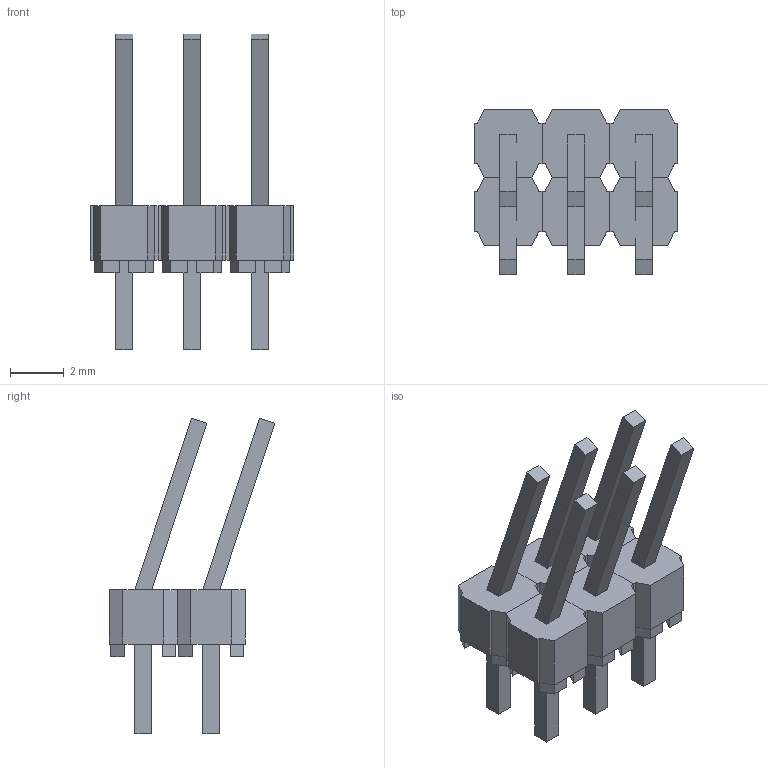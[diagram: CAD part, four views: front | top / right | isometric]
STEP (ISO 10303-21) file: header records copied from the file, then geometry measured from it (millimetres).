
FILE_DESCRIPTION(/* description */ (''),/* implementation_level */ '2;1');
FILE_NAME(/* name */ '5f1cb9c4d063b416573d5d96',/* time_stamp */ '2020-07-25T23:01:25+00:00',/* author */ (''),/* organization */ (''),/* preprocessor_version */ 'ST-DEVELOPER v16.7',/* originating_system */ $,/* authorisation */ $);
FILE_SCHEMA (('AUTOMOTIVE_DESIGN {1 0 10303 214 3 1 1}'));
Length unit declared in the file: metre
Products named in the file (3): 6pinBendHeader; insulatorBody; bendPin
Assembly tree (12 placements, depth 2):
  6pinBendHeader
    insulatorBody  x6
    bendPin  x6
Bounding box: 7.62 x 6.18 x 11.81 mm (x, y, z)
Volume: 99.4 mm3; surface area: 425 mm2
Topology: 12 solids, 12 shells, 276 faces, 684 edges, 456 vertices
Faces by surface type: plane 276
Entity records: 1498 total; most frequent: CARTESIAN_POINT 249, DIRECTION 232, ORIENTED_EDGE 228, EDGE_CURVE 114, LINE 114, VECTOR 114, VERTEX_POINT 76, AXIS2_PLACEMENT_3D 59
